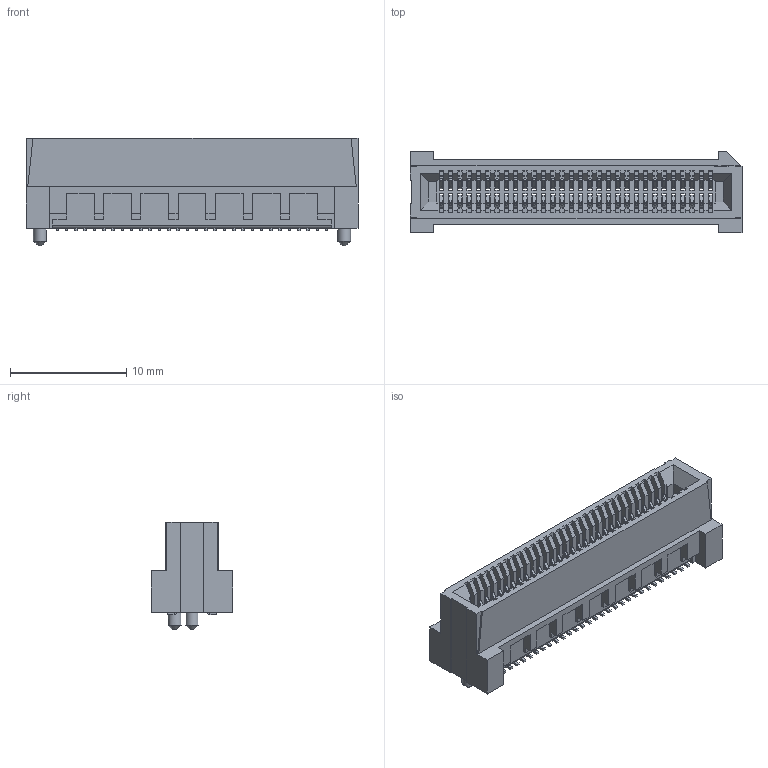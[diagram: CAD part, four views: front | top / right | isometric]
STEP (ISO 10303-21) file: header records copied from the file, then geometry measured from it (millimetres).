
FILE_DESCRIPTION(/* description */ (''),/* implementation_level */ '2;1');
FILE_NAME(/* name */ '1280-60-1-xx.stp',/* time_stamp */ '2017-01-25T08:54:49+01:00',/* author */ ('Andreas.Larin'),/* organization */ (''),/* preprocessor_version */ 'ST-DEVELOPER v15.6',/* originating_system */ 'Autodesk Inventor 2015',/* authorisation */ '');
FILE_SCHEMA (('AUTOMOTIVE_DESIGN { 1 0 10303 214 3 1 1 }'));
Length unit declared in the file: centimetre
Products named in the file (3): 1280-60-1Insulator; 1280 Contact; Baugruppe4
Bounding box: 28.6 x 7 x 9.3 mm (x, y, z)
Volume: 577.1 mm3; surface area: 2618.3 mm2
Topology: 61 solids, 181 shells, 7331 faces, 18125 edges, 10801 vertices
Faces by surface type: plane 4743, cylinder 1626, torus 480, bspline 480, cone 2
Full cylindrical faces by diameter (mm): 1.12 x2, 1.5 x2
Entity records: 47349 total; most frequent: CARTESIAN_POINT 8909, ORIENTED_EDGE 8504, DIRECTION 7196, EDGE_CURVE 4250, LINE 4136, VECTOR 4136, VERTEX_POINT 2773, AXIS2_PLACEMENT_3D 1530
